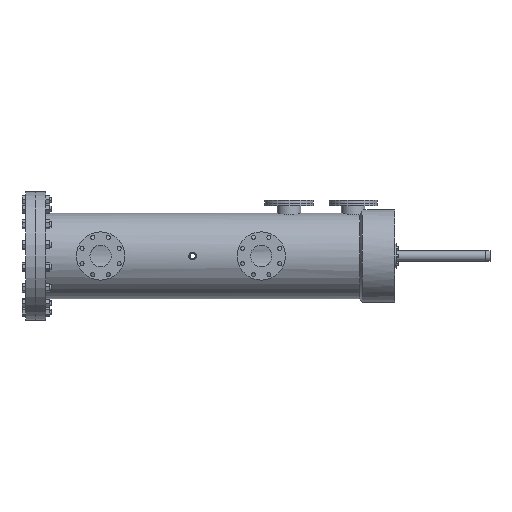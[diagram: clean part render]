
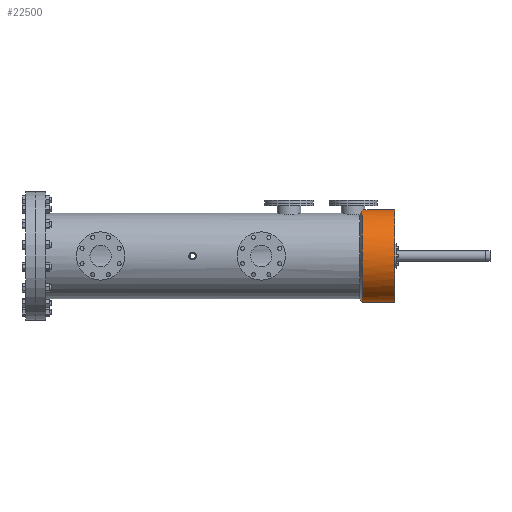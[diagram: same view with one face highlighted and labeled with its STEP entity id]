
A CAD part, front view. The second image highlights one B-rep face of the part: STEP entity #22500.
In plain terms, the highlighted cylindrical face has radius 220.065 mm (diameter 440.129 mm), a partial arc.
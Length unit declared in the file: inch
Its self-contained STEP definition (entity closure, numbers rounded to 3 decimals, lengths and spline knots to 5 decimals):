
#80 = EDGE_CURVE ( 'NONE', #9065, #21840, #12365, .T. ) ;
#1292 = CARTESIAN_POINT ( 'NONE',  ( 62.85531, -1.42187, 8.54649 ) ) ;
#1801 = CARTESIAN_POINT ( 'NONE',  ( 63.37433, -0.13024, 8.66304 ) ) ;
#2260 = EDGE_CURVE ( 'NONE', #19197, #21840, #6505, .T. ) ;
#2585 = CARTESIAN_POINT ( 'NONE',  ( 63.37799, 0., 8.66396 ) ) ;
#3431 = CARTESIAN_POINT ( 'NONE',  ( 63.11001, -1.05286, 8.59993 ) ) ;
#3573 = AXIS2_PLACEMENT_3D ( 'NONE', #22189, #13035, #16685 ) ;
#3589 = CIRCLE ( 'NONE', #14084, 8.66396 ) ;
#3657 = CARTESIAN_POINT ( 'NONE',  ( 63.37725, -0.06513, 8.66377 ) ) ;
#3825 = EDGE_CURVE ( 'NONE', #17037, #9065, #3589, .T. ) ;
#3951 = ORIENTED_EDGE ( 'NONE', *, *, #11749, .F. ) ;
#4205 = VERTEX_POINT ( 'NONE', #13832 ) ;
#4609 = FACE_OUTER_BOUND ( 'NONE', #11821, .T. ) ;
#5347 = CARTESIAN_POINT ( 'NONE',  ( 63.18116, -0.9089, 8.6162 ) ) ;
#5438 = CARTESIAN_POINT ( 'NONE',  ( 0., 0., 0. ) ) ;
#6162 = CARTESIAN_POINT ( 'NONE',  ( 68.89151, 0., -8.66396 ) ) ;
#6505 = B_SPLINE_CURVE_WITH_KNOTS ( 'NONE', 3,
 ( #22005, #18443, #10690, #3431, #23843, #5347, #18364, #16260, #23930, #18279, #23604, #12683, #9126, #11007, #1801, #3657, #16571, #21770 ),
 .UNSPECIFIED., .F., .F.,
 ( 4, 2, 2, 2, 2, 2, 2, 2, 4 ),
 ( 0., 0.00981, 0.01471, 0.01717, 0.01962, 0.02943, 0.03433, 0.03678, 0.03924 ),
 .UNSPECIFIED. ) ;
#7094 = ORIENTED_EDGE ( 'NONE', *, *, #2260, .F. ) ;
#7284 = DIRECTION ( 'NONE',  ( -1., 0., 0. ) ) ;
#7319 = LINE ( 'NONE', #21722, #10245 ) ;
#9065 = VERTEX_POINT ( 'NONE', #12231 ) ;
#9126 = CARTESIAN_POINT ( 'NONE',  ( 63.36352, -0.25936, 8.66031 ) ) ;
#9227 = DIRECTION ( 'NONE',  ( -1., 0., 0. ) ) ;
#10245 = VECTOR ( 'NONE', #10720, 39.37008 ) ;
#10690 = CARTESIAN_POINT ( 'NONE',  ( 63.01317, -1.21854, 8.57856 ) ) ;
#10720 = DIRECTION ( 'NONE',  ( -1., 0., 0. ) ) ;
#11007 = CARTESIAN_POINT ( 'NONE',  ( 63.37216, -0.16263, 8.66249 ) ) ;
#11165 = AXIS2_PLACEMENT_3D ( 'NONE', #5438, #9227, #12289 ) ;
#11749 = EDGE_CURVE ( 'NONE', #4205, #19197, #23361, .T. ) ;
#11796 = CARTESIAN_POINT ( 'NONE',  ( 68.89151, 0., 0. ) ) ;
#11821 = EDGE_LOOP ( 'NONE', ( #17050, #17150, #18292, #7094, #3951 ) ) ;
#12231 = CARTESIAN_POINT ( 'NONE',  ( 68.89151, 0., 8.66396 ) ) ;
#12289 = DIRECTION ( 'NONE',  ( 0., 0., 1. ) ) ;
#12365 = LINE ( 'NONE', #23772, #14100 ) ;
#12683 = CARTESIAN_POINT ( 'NONE',  ( 63.35494, -0.32324, 8.65816 ) ) ;
#13035 = DIRECTION ( 'NONE',  ( -1., 0., 0. ) ) ;
#13722 = DIRECTION ( 'NONE',  ( -1., 0., 0. ) ) ;
#13832 = CARTESIAN_POINT ( 'NONE',  ( 62.85531, 0., -8.66396 ) ) ;
#14084 = AXIS2_PLACEMENT_3D ( 'NONE', #11796, #13722, #15343 ) ;
#14100 = VECTOR ( 'NONE', #7284, 39.37008 ) ;
#15072 = EDGE_CURVE ( 'NONE', #17037, #4205, #7319, .T. ) ;
#15343 = DIRECTION ( 'NONE',  ( 0., 0., 1. ) ) ;
#16260 = CARTESIAN_POINT ( 'NONE',  ( 63.21935, -0.81974, 8.62514 ) ) ;
#16571 = CARTESIAN_POINT ( 'NONE',  ( 63.37798, -0.03247, 8.66396 ) ) ;
#16685 = DIRECTION ( 'NONE',  ( 0., 0., 1. ) ) ;
#17037 = VERTEX_POINT ( 'NONE', #6162 ) ;
#17050 = ORIENTED_EDGE ( 'NONE', *, *, #15072, .F. ) ;
#17150 = ORIENTED_EDGE ( 'NONE', *, *, #3825, .T. ) ;
#18279 = CARTESIAN_POINT ( 'NONE',  ( 63.28737, -0.63725, 8.64135 ) ) ;
#18292 = ORIENTED_EDGE ( 'NONE', *, *, #80, .T. ) ;
#18364 = CARTESIAN_POINT ( 'NONE',  ( 63.1943, -0.87944, 8.61926 ) ) ;
#18443 = CARTESIAN_POINT ( 'NONE',  ( 62.93916, -1.32319, 8.56291 ) ) ;
#19197 = VERTEX_POINT ( 'NONE', #1292 ) ;
#19653 = CYLINDRICAL_SURFACE ( 'NONE', #11165, 8.66396 ) ;
#21722 = CARTESIAN_POINT ( 'NONE',  ( 0., 0., -8.66396 ) ) ;
#21770 = CARTESIAN_POINT ( 'NONE',  ( 63.37799, 0., 8.66396 ) ) ;
#21840 = VERTEX_POINT ( 'NONE', #2585 ) ;
#22005 = CARTESIAN_POINT ( 'NONE',  ( 62.85531, -1.42187, 8.54649 ) ) ;
#22189 = CARTESIAN_POINT ( 'NONE',  ( 62.85531, 0., 0. ) ) ;
#22500 = ADVANCED_FACE ( 'NONE', ( #4609 ), #19653, .T. ) ;
#23361 = CIRCLE ( 'NONE', #3573, 8.66396 ) ;
#23604 = CARTESIAN_POINT ( 'NONE',  ( 63.32097, -0.51307, 8.64968 ) ) ;
#23772 = CARTESIAN_POINT ( 'NONE',  ( 0., 0., 8.66396 ) ) ;
#23843 = CARTESIAN_POINT ( 'NONE',  ( 63.13992, -0.99617, 8.6067 ) ) ;
#23930 = CARTESIAN_POINT ( 'NONE',  ( 63.23129, -0.78944, 8.62797 ) ) ;
